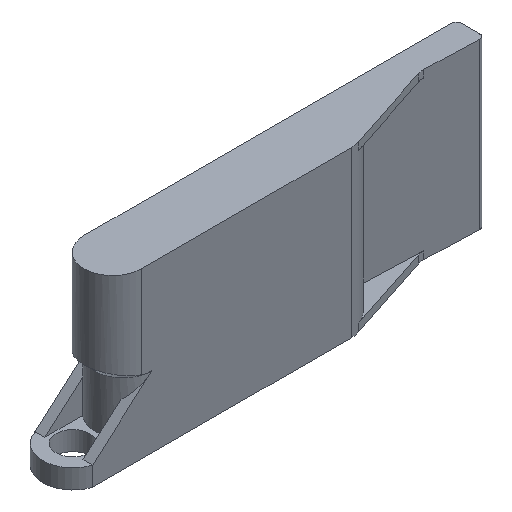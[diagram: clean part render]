
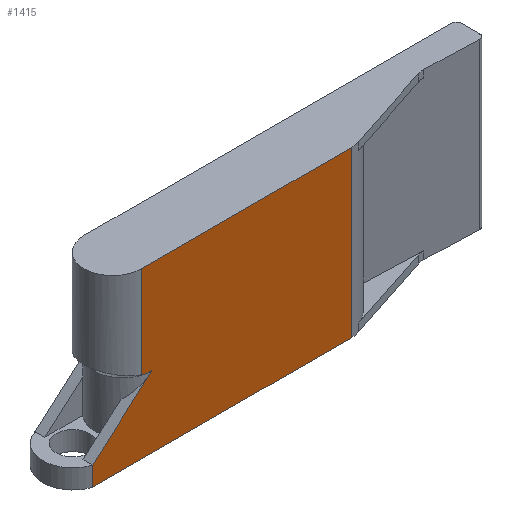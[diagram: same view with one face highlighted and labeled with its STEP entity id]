
A CAD part, isometric view. The second image highlights one B-rep face of the part: STEP entity #1415.
In plain terms, the highlighted planar face has unit normal (0, -1, 0).
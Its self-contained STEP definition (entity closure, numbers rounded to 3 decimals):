
#34=(
BOUNDED_CURVE()
B_SPLINE_CURVE(2,(#2177,#2178,#2179),.UNSPECIFIED.,.F.,.F.)
B_SPLINE_CURVE_WITH_KNOTS((3,3),(4.448,5.313),
 .UNSPECIFIED.)
CURVE()
GEOMETRIC_REPRESENTATION_ITEM()
RATIONAL_B_SPLINE_CURVE((5.998,5.998,5.809))
REPRESENTATION_ITEM('')
);
#77=FACE_OUTER_BOUND('',#156,.T.);
#156=EDGE_LOOP('',(#1012,#1013,#1014,#1015,#1016,#1017,#1018));
#266=LINE('',#2047,#426);
#293=LINE('',#2110,#453);
#314=LINE('',#2171,#474);
#315=LINE('',#2172,#475);
#316=LINE('',#2174,#476);
#317=LINE('',#2176,#477);
#426=VECTOR('',#1634,10.);
#453=VECTOR('',#1685,10.);
#474=VECTOR('',#1732,10.);
#475=VECTOR('',#1733,10.);
#476=VECTOR('',#1734,10.);
#477=VECTOR('',#1735,10.);
#589=VERTEX_POINT('',#2044);
#590=VERTEX_POINT('',#2046);
#613=VERTEX_POINT('',#2106);
#614=VERTEX_POINT('',#2108);
#638=VERTEX_POINT('',#2170);
#639=VERTEX_POINT('',#2173);
#640=VERTEX_POINT('',#2175);
#726=EDGE_CURVE('',#590,#589,#266,.T.);
#756=EDGE_CURVE('',#614,#613,#293,.T.);
#785=EDGE_CURVE('',#638,#614,#314,.T.);
#786=EDGE_CURVE('',#638,#590,#315,.T.);
#787=EDGE_CURVE('',#639,#589,#316,.F.);
#788=EDGE_CURVE('',#640,#639,#317,.T.);
#789=EDGE_CURVE('',#613,#640,#34,.T.);
#1012=ORIENTED_EDGE('',*,*,#785,.F.);
#1013=ORIENTED_EDGE('',*,*,#786,.T.);
#1014=ORIENTED_EDGE('',*,*,#726,.T.);
#1015=ORIENTED_EDGE('',*,*,#787,.F.);
#1016=ORIENTED_EDGE('',*,*,#788,.F.);
#1017=ORIENTED_EDGE('',*,*,#789,.F.);
#1018=ORIENTED_EDGE('',*,*,#756,.F.);
#1362=PLANE('',#1520);
#1415=ADVANCED_FACE('',(#77),#1362,.T.);
#1520=AXIS2_PLACEMENT_3D('',#2169,#1730,#1731);
#1634=DIRECTION('',(0.,0.,1.));
#1685=DIRECTION('',(0.753,0.,0.658));
#1730=DIRECTION('center_axis',(0.,-1.,0.));
#1731=DIRECTION('ref_axis',(1.,0.,0.));
#1732=DIRECTION('',(0.,0.,1.));
#1733=DIRECTION('',(1.,0.,0.));
#1734=DIRECTION('',(-1.,0.,0.));
#1735=DIRECTION('',(0.,0.,1.));
#2044=CARTESIAN_POINT('',(23.9,-5.,8.));
#2046=CARTESIAN_POINT('',(23.9,-5.,-9.2));
#2047=CARTESIAN_POINT('',(23.9,-5.,8.));
#2106=CARTESIAN_POINT('',(3.1,-5.,-1.786));
#2108=CARTESIAN_POINT('',(-3.1,-5.,-7.2));
#2110=CARTESIAN_POINT('',(1.55,-5.,-3.139));
#2169=CARTESIAN_POINT('Origin',(-1.6,-5.,0.));
#2170=CARTESIAN_POINT('',(-3.1,-5.,-9.2));
#2171=CARTESIAN_POINT('',(-3.1,-5.,-3.8));
#2172=CARTESIAN_POINT('',(4.759,-5.,-9.2));
#2173=CARTESIAN_POINT('',(2.,-5.,8.));
#2174=CARTESIAN_POINT('',(8.775,-5.,8.));
#2175=CARTESIAN_POINT('',(2.,-5.,-1.59));
#2176=CARTESIAN_POINT('',(2.,-5.,-2.8));
#2177=CARTESIAN_POINT('Ctrl Pts',(3.1,-5.,-1.786));
#2178=CARTESIAN_POINT('Ctrl Pts',(2.567,-5.,-1.786));
#2179=CARTESIAN_POINT('Ctrl Pts',(2.,-5.,-1.59));
